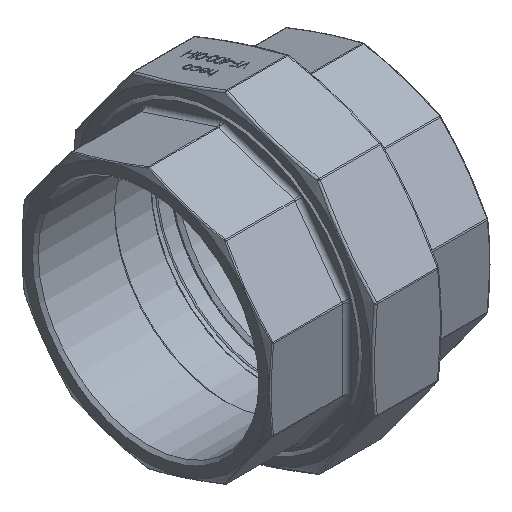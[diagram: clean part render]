
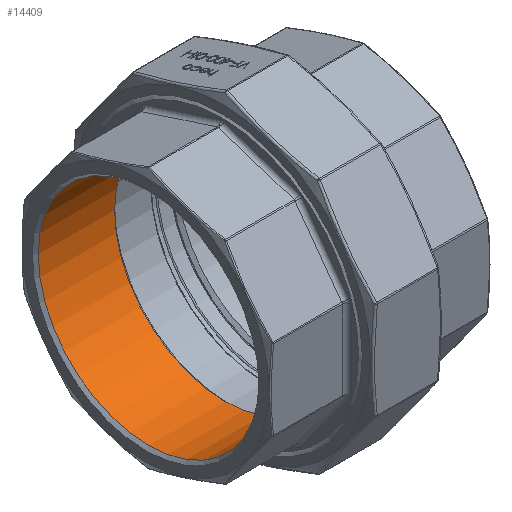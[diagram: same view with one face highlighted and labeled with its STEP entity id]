
A CAD part, isometric view. The second image highlights one B-rep face of the part: STEP entity #14409.
In plain terms, the highlighted cylindrical face has radius 55.035 mm (diameter 110.07 mm), a full revolution.
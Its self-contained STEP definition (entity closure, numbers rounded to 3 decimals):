
#120 = FACE_OUTER_BOUND ( 'NONE', #14665, .T. ) ;
#941 = DIRECTION ( 'NONE',  ( 1., 0., 0. ) ) ;
#1998 = DIRECTION ( 'NONE',  ( 0., 1., 0. ) ) ;
#2266 = CIRCLE ( 'NONE', #18752, 55.035 ) ;
#3728 = EDGE_LOOP ( 'NONE', ( #6681 ) ) ;
#4654 = CARTESIAN_POINT ( 'NONE',  ( -58.52, 55.035, 0. ) ) ;
#6295 = FACE_OUTER_BOUND ( 'NONE', #3728, .T. ) ;
#6681 = ORIENTED_EDGE ( 'NONE', *, *, #15927, .T. ) ;
#7512 = AXIS2_PLACEMENT_3D ( 'NONE', #22575, #20998, #9616 ) ;
#9616 = DIRECTION ( 'NONE',  ( 0., 1., 0. ) ) ;
#13287 = EDGE_CURVE ( 'NONE', #21436, #21436, #2266, .T. ) ;
#13757 = CYLINDRICAL_SURFACE ( 'NONE', #7512, 55.035 ) ;
#14321 = DIRECTION ( 'NONE',  ( 0., 1., 0. ) ) ;
#14409 = ADVANCED_FACE ( 'NONE', ( #6295, #120 ), #13757, .F. ) ;
#14431 = VERTEX_POINT ( 'NONE', #20315 ) ;
#14665 = EDGE_LOOP ( 'NONE', ( #16381 ) ) ;
#15127 = CARTESIAN_POINT ( 'NONE',  ( -20.48, 0., 0. ) ) ;
#15927 = EDGE_CURVE ( 'NONE', #14431, #14431, #21708, .T. ) ;
#16381 = ORIENTED_EDGE ( 'NONE', *, *, #13287, .F. ) ;
#16743 = DIRECTION ( 'NONE',  ( 1., 0., 0. ) ) ;
#18287 = CARTESIAN_POINT ( 'NONE',  ( -58.52, 0., 0. ) ) ;
#18752 = AXIS2_PLACEMENT_3D ( 'NONE', #18287, #941, #14321 ) ;
#20315 = CARTESIAN_POINT ( 'NONE',  ( -20.48, 55.035, 0. ) ) ;
#20541 = AXIS2_PLACEMENT_3D ( 'NONE', #15127, #16743, #1998 ) ;
#20998 = DIRECTION ( 'NONE',  ( 1., 0., 0. ) ) ;
#21436 = VERTEX_POINT ( 'NONE', #4654 ) ;
#21708 = CIRCLE ( 'NONE', #20541, 55.035 ) ;
#22575 = CARTESIAN_POINT ( 'NONE',  ( 0., 0., 0. ) ) ;
